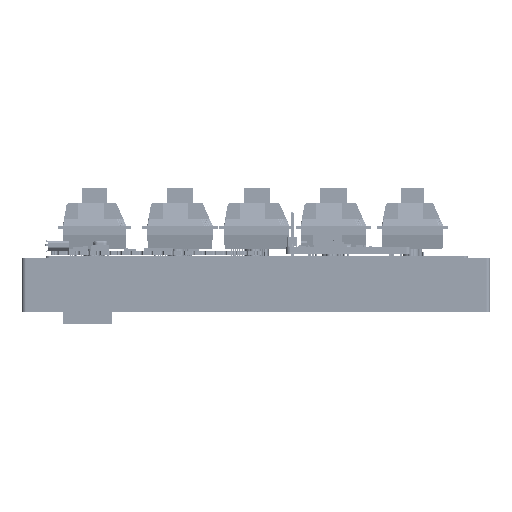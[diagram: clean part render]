
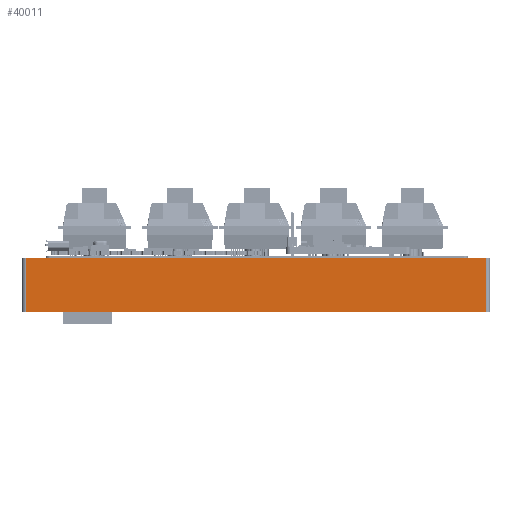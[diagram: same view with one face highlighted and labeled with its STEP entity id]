
A CAD part, left-side view. The second image highlights one B-rep face of the part: STEP entity #40011.
In plain terms, the highlighted planar face has unit normal (-1, 0, 0).
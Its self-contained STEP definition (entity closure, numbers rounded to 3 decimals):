
#5099=FACE_OUTER_BOUND('',#8300,.T.);
#8300=EDGE_LOOP('',(#36203,#36204,#36205,#36206));
#11644=LINE('',#67129,#14998);
#11650=LINE('',#67148,#15004);
#11651=LINE('',#67151,#15005);
#11652=LINE('',#67152,#15006);
#14998=VECTOR('',#55823,10.);
#15004=VECTOR('',#55843,10.);
#15005=VECTOR('',#55846,10.);
#15006=VECTOR('',#55847,10.);
#20383=VERTEX_POINT('',#67126);
#20384=VERTEX_POINT('',#67128);
#20390=VERTEX_POINT('',#67146);
#20391=VERTEX_POINT('',#67150);
#25658=EDGE_CURVE('',#20383,#20384,#11644,.T.);
#25668=EDGE_CURVE('',#20390,#20383,#11650,.T.);
#25669=EDGE_CURVE('',#20391,#20390,#11651,.T.);
#25670=EDGE_CURVE('',#20384,#20391,#11652,.T.);
#36203=ORIENTED_EDGE('',*,*,#25668,.F.);
#36204=ORIENTED_EDGE('',*,*,#25669,.F.);
#36205=ORIENTED_EDGE('',*,*,#25670,.F.);
#36206=ORIENTED_EDGE('',*,*,#25658,.F.);
#37303=PLANE('',#44310);
#40011=ADVANCED_FACE('',(#5099),#37303,.T.);
#44310=AXIS2_PLACEMENT_3D('',#67149,#55844,#55845);
#55823=DIRECTION('',(0.,-1.,0.));
#55843=DIRECTION('',(0.,0.,1.));
#55844=DIRECTION('center_axis',(-1.,0.,0.));
#55845=DIRECTION('ref_axis',(0.,-1.,0.));
#55846=DIRECTION('',(0.,1.,0.));
#55847=DIRECTION('',(0.,0.,-1.));
#67126=CARTESIAN_POINT('',(-76.651,45.094,13.));
#67128=CARTESIAN_POINT('',(-76.651,-65.906,13.));
#67129=CARTESIAN_POINT('',(-76.651,-66.906,13.));
#67146=CARTESIAN_POINT('',(-76.651,45.094,0.));
#67148=CARTESIAN_POINT('',(-76.651,45.094,0.));
#67149=CARTESIAN_POINT('Origin',(-76.651,46.094,0.));
#67150=CARTESIAN_POINT('',(-76.651,-65.906,0.));
#67151=CARTESIAN_POINT('',(-76.651,-66.906,0.));
#67152=CARTESIAN_POINT('',(-76.651,-65.906,0.));
